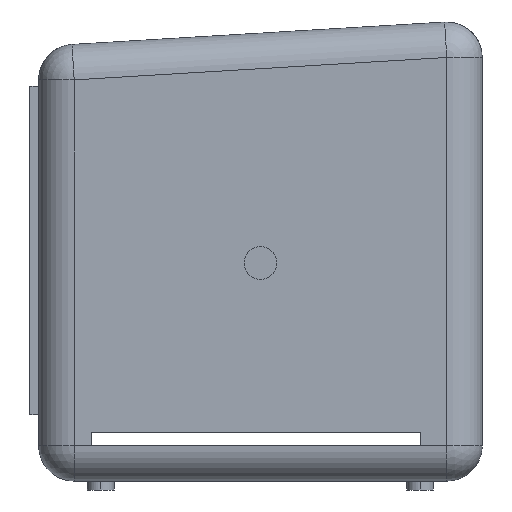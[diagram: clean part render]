
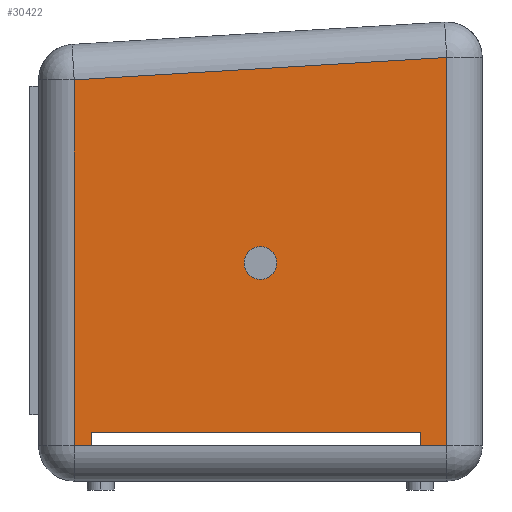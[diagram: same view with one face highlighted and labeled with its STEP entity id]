
A CAD part, left-side view. The second image highlights one B-rep face of the part: STEP entity #30422.
In plain terms, the highlighted planar face has unit normal (-1, 0, 0).
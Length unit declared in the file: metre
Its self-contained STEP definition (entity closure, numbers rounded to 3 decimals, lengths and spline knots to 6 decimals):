
#1067=PLANE('',#32169);
#1725=LINE('',#43747,#4246);
#1726=LINE('',#43750,#4247);
#1727=LINE('',#43752,#4248);
#1728=LINE('',#43754,#4249);
#1729=LINE('',#43756,#4250);
#1730=LINE('',#43758,#4251);
#1731=LINE('',#43760,#4252);
#1732=LINE('',#43762,#4253);
#4246=VECTOR('',#35289,1.);
#4247=VECTOR('',#35290,1.);
#4248=VECTOR('',#35291,1.);
#4249=VECTOR('',#35292,1.);
#4250=VECTOR('',#35293,1.);
#4251=VECTOR('',#35294,1.);
#4252=VECTOR('',#35295,1.);
#4253=VECTOR('',#35296,1.);
#6842=ORIENTED_EDGE('',*,*,#16382,.F.);
#6843=ORIENTED_EDGE('',*,*,#16471,.F.);
#6844=ORIENTED_EDGE('',*,*,#16472,.F.);
#6845=ORIENTED_EDGE('',*,*,#16473,.T.);
#6846=ORIENTED_EDGE('',*,*,#16474,.T.);
#6847=ORIENTED_EDGE('',*,*,#16475,.T.);
#6848=ORIENTED_EDGE('',*,*,#16476,.T.);
#6849=ORIENTED_EDGE('',*,*,#16477,.T.);
#6850=ORIENTED_EDGE('',*,*,#16478,.T.);
#6851=ORIENTED_EDGE('',*,*,#16479,.T.);
#6852=ORIENTED_EDGE('',*,*,#16480,.F.);
#16382=EDGE_CURVE('',#21208,#21209,#24431,.T.);
#16471=EDGE_CURVE('',#21278,#21208,#24459,.T.);
#16472=EDGE_CURVE('',#21209,#21278,#24460,.T.);
#16473=EDGE_CURVE('',#21279,#21280,#1725,.T.);
#16474=EDGE_CURVE('',#21280,#21281,#1726,.T.);
#16475=EDGE_CURVE('',#21281,#21282,#1727,.F.);
#16476=EDGE_CURVE('',#21282,#21283,#1728,.F.);
#16477=EDGE_CURVE('',#21283,#21284,#1729,.T.);
#16478=EDGE_CURVE('',#21284,#21285,#1730,.T.);
#16479=EDGE_CURVE('',#21285,#21286,#1731,.F.);
#16480=EDGE_CURVE('',#21279,#21286,#1732,.T.);
#21208=VERTEX_POINT('',#43572);
#21209=VERTEX_POINT('',#43573);
#21278=VERTEX_POINT('',#43745);
#21279=VERTEX_POINT('',#43748);
#21280=VERTEX_POINT('',#43749);
#21281=VERTEX_POINT('',#43751);
#21282=VERTEX_POINT('',#43753);
#21283=VERTEX_POINT('',#43755);
#21284=VERTEX_POINT('',#43757);
#21285=VERTEX_POINT('',#43759);
#21286=VERTEX_POINT('',#43761);
#24431=CIRCLE('',#32128,0.0037);
#24459=CIRCLE('',#32170,0.0037);
#24460=CIRCLE('',#32171,0.0037);
#26057=EDGE_LOOP('',(#6842,#6843,#6844));
#26058=EDGE_LOOP('',(#6845,#6846,#6847,#6848,#6849,#6850,#6851,#6852));
#27872=FACE_BOUND('',#26057,.T.);
#27873=FACE_BOUND('',#26058,.T.);
#30422=ADVANCED_FACE('',(#27872,#27873),#1067,.T.);
#32128=AXIS2_PLACEMENT_3D('',#43571,#35140,#35141);
#32169=AXIS2_PLACEMENT_3D('',#43743,#35283,#35284);
#32170=AXIS2_PLACEMENT_3D('',#43744,#35285,#35286);
#32171=AXIS2_PLACEMENT_3D('',#43746,#35287,#35288);
#35140=DIRECTION('',(-1.,0.,0.));
#35141=DIRECTION('',(0.,0.,1.));
#35283=DIRECTION('',(-1.,0.,0.));
#35284=DIRECTION('',(0.,0.,1.));
#35285=DIRECTION('',(-1.,0.,0.));
#35286=DIRECTION('',(0.,0.,1.));
#35287=DIRECTION('',(-1.,0.,0.));
#35288=DIRECTION('',(0.,0.,1.));
#35289=DIRECTION('',(0.,-1.,0.));
#35290=DIRECTION('',(0.,0.,-1.));
#35291=DIRECTION('',(0.,1.,0.));
#35292=DIRECTION('',(0.,0.,-1.));
#35293=DIRECTION('',(0.,0.998,-0.06));
#35294=DIRECTION('',(0.,0.,-1.));
#35295=DIRECTION('',(0.,1.,0.));
#35296=DIRECTION('',(0.,0.,-1.));
#43571=CARTESIAN_POINT('',(-0.08,0.,0.049175));
#43572=CARTESIAN_POINT('',(-0.08,0.0037,0.049175));
#43573=CARTESIAN_POINT('',(-0.08,-0.0037,0.049175));
#43743=CARTESIAN_POINT('',(-0.08,0.,0.104));
#43744=CARTESIAN_POINT('',(-0.08,0.,0.049175));
#43745=CARTESIAN_POINT('',(-0.08,0.,0.052875));
#43746=CARTESIAN_POINT('',(-0.08,0.,0.049175));
#43747=CARTESIAN_POINT('',(-0.08,0.,0.011));
#43748=CARTESIAN_POINT('',(-0.08,0.038,0.011));
#43749=CARTESIAN_POINT('',(-0.08,-0.036,0.011));
#43750=CARTESIAN_POINT('',(-0.08,-0.036,0.104));
#43751=CARTESIAN_POINT('',(-0.08,-0.036,0.008));
#43752=CARTESIAN_POINT('',(-0.08,-0.05,0.008));
#43753=CARTESIAN_POINT('',(-0.08,-0.042,0.008));
#43754=CARTESIAN_POINT('',(-0.08,-0.042,0.104));
#43755=CARTESIAN_POINT('',(-0.08,-0.042,0.095506));
#43756=CARTESIAN_POINT('',(-0.08,-0.000658,0.093025));
#43757=CARTESIAN_POINT('',(-0.08,0.042,0.090466));
#43758=CARTESIAN_POINT('',(-0.08,0.042,0.));
#43759=CARTESIAN_POINT('',(-0.08,0.042,0.008));
#43760=CARTESIAN_POINT('',(-0.08,-0.05,0.008));
#43761=CARTESIAN_POINT('',(-0.08,0.038,0.008));
#43762=CARTESIAN_POINT('',(-0.08,0.038,0.104));
